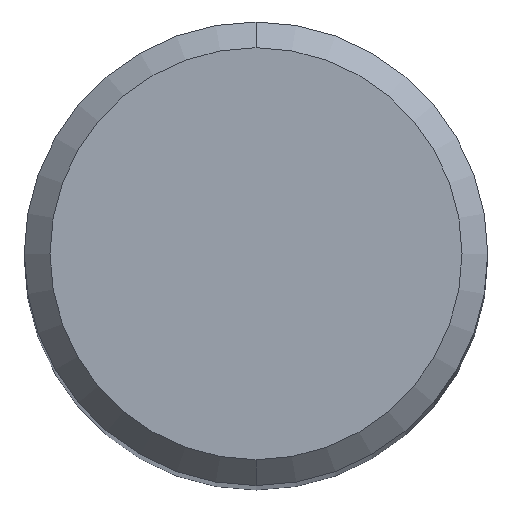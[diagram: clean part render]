
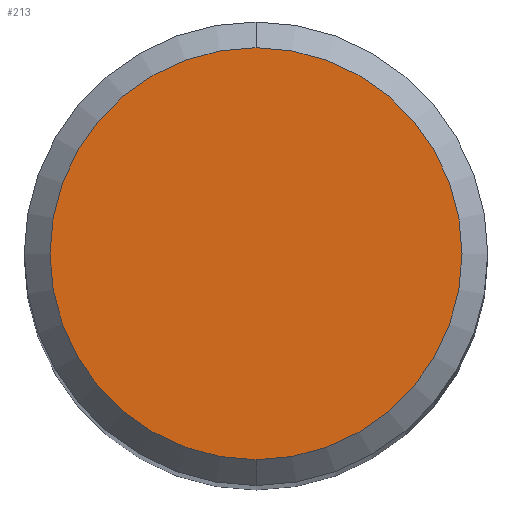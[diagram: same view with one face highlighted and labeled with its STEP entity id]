
A CAD part, top view. The second image highlights one B-rep face of the part: STEP entity #213.
In plain terms, the highlighted planar face has unit normal (0, 0, 1).
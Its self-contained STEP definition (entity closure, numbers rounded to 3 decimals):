
#183=VERTEX_POINT('',#490);
#213=ADVANCED_FACE('',(#524),#525,.T.);
#319=VERTEX_POINT('',#642);
#395=EDGE_CURVE('',#183,#319,#727,.T.);
#463=EDGE_CURVE('',#319,#183,#800,.T.);
#490=CARTESIAN_POINT('',(0.,-4.0,0.0));
#524=FACE_OUTER_BOUND('',#877,.T.);
#525=PLANE('',#878);
#642=CARTESIAN_POINT('',(0.0,4.0,0.0));
#727=CIRCLE('',#1270,4.0);
#800=CIRCLE('',#1477,4.0);
#877=EDGE_LOOP('',(#1525,#1526));
#878=AXIS2_PLACEMENT_3D('',#1527,#1528,#1529);
#1270=AXIS2_PLACEMENT_3D('',#1772,#1773,#1774);
#1477=AXIS2_PLACEMENT_3D('',#1836,#1837,#1838);
#1525=ORIENTED_EDGE('',*,*,#463,.F.);
#1526=ORIENTED_EDGE('',*,*,#395,.F.);
#1527=CARTESIAN_POINT('',(0.0,2.0,0.0));
#1528=DIRECTION('',(-0.0,0.0,1.0));
#1529=DIRECTION('',(0.0,-1.0,0.0));
#1772=CARTESIAN_POINT('',(0.0,0.0,0.0));
#1773=DIRECTION('',(0.0,0.0,-1.0));
#1774=DIRECTION('',(0.0,1.0,0.0));
#1836=CARTESIAN_POINT('',(0.0,0.0,0.0));
#1837=DIRECTION('',(0.0,0.0,-1.0));
#1838=DIRECTION('',(0.0,1.0,0.0));
